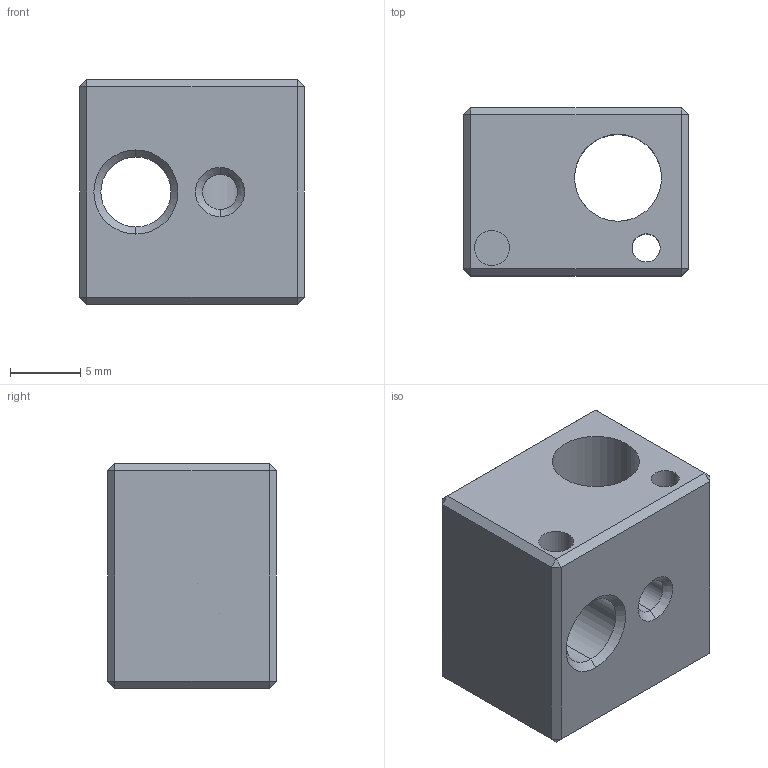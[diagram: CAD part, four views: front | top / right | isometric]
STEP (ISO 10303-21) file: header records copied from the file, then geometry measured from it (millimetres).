
FILE_DESCRIPTION (( 'STEP AP203' ), '1' );
FILE_NAME ('E3D Heat Block.step', '2016-02-29T21:24:04', ( '' ), ( '' ), 'SwSTEP 2.0', 'SolidWorks 2015', '' );
FILE_SCHEMA (( 'CONFIG_CONTROL_DESIGN' ));
Length unit declared in the file: millimetre
Products named in the file (1): E3D Heat Block
Bounding box: 16 x 12 x 16 mm (x, y, z)
Volume: 2234 mm3; surface area: 1770.1 mm2
Topology: 1 solids, 1 shells, 43 faces, 90 edges, 50 vertices
Faces by surface type: plane 27, cylinder 10, cone 6
Entity records: 1243 total; most frequent: CARTESIAN_POINT 230, DIRECTION 200, ORIENTED_EDGE 180, EDGE_CURVE 90, AXIS2_PLACEMENT_3D 68, VECTOR 64, LINE 64, EDGE_LOOP 52
